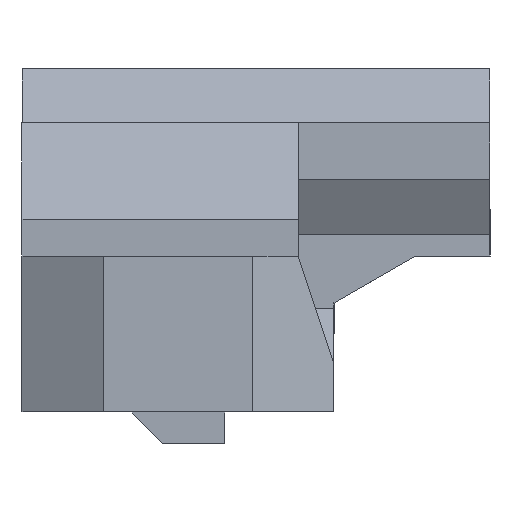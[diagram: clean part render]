
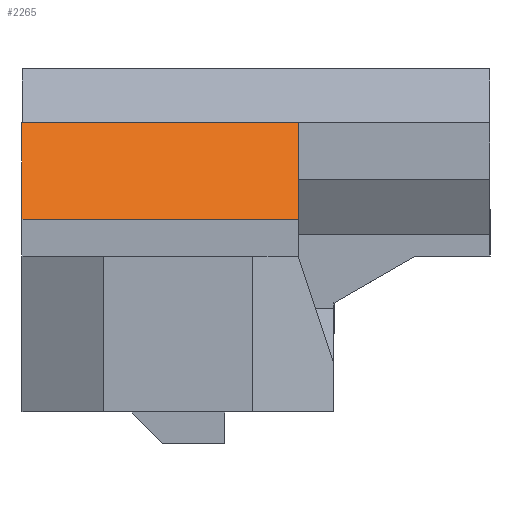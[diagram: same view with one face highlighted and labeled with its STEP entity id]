
A CAD part, left-side view. The second image highlights one B-rep face of the part: STEP entity #2265.
In plain terms, the highlighted planar face has unit normal (-0.866, 0, 0.5).
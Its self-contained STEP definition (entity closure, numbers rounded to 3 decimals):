
#66 = AXIS2_PLACEMENT_3D ( 'NONE', #2142, #2149, #1706 ) ;
#136 = EDGE_CURVE ( 'NONE', #3049, #3121, #822, .T. ) ;
#755 = EDGE_LOOP ( 'NONE', ( #1361, #1357, #1366, #1392 ) ) ;
#821 = VECTOR ( 'NONE', #3177, 1000. ) ;
#822 = LINE ( 'NONE', #3165, #821 ) ;
#979 = VECTOR ( 'NONE', #2338, 1000. ) ;
#989 = LINE ( 'NONE', #2352, #979 ) ;
#1253 = FACE_OUTER_BOUND ( 'NONE', #755, .T. ) ;
#1302 = LINE ( 'NONE', #1985, #1320 ) ;
#1318 = LINE ( 'NONE', #1990, #1328 ) ;
#1320 = VECTOR ( 'NONE', #1959, 1000. ) ;
#1328 = VECTOR ( 'NONE', #1982, 1000. ) ;
#1357 = ORIENTED_EDGE ( 'NONE', *, *, #3404, .T. ) ;
#1361 = ORIENTED_EDGE ( 'NONE', *, *, #3403, .T. ) ;
#1366 = ORIENTED_EDGE ( 'NONE', *, *, #1526, .F. ) ;
#1392 = ORIENTED_EDGE ( 'NONE', *, *, #136, .T. ) ;
#1526 = EDGE_CURVE ( 'NONE', #3049, #3118, #989, .T. ) ;
#1706 = DIRECTION ( 'NONE',  ( -0.5, 0., -0.866 ) ) ;
#1865 = CARTESIAN_POINT ( 'NONE',  ( 15.081, 20., 18.545 ) ) ;
#1933 = CARTESIAN_POINT ( 'NONE',  ( 11.5, 20., 12.342 ) ) ;
#1939 = CARTESIAN_POINT ( 'NONE',  ( 11.5, 2.3, 12.342 ) ) ;
#1943 = CARTESIAN_POINT ( 'NONE',  ( 15.081, 2.3, 18.545 ) ) ;
#1959 = DIRECTION ( 'NONE',  ( 0.5, 0., 0.866 ) ) ;
#1982 = DIRECTION ( 'NONE',  ( 0., -1., 0. ) ) ;
#1985 = CARTESIAN_POINT ( 'NONE',  ( 11.5, 2.3, 12.342 ) ) ;
#1990 = CARTESIAN_POINT ( 'NONE',  ( 11.5, 70.836, 12.342 ) ) ;
#2118 = PLANE ( 'NONE',  #66 ) ;
#2142 = CARTESIAN_POINT ( 'NONE',  ( 11.5, 70.836, 12.342 ) ) ;
#2149 = DIRECTION ( 'NONE',  ( 0.866, 0., -0.5 ) ) ;
#2265 = ADVANCED_FACE ( 'NONE', ( #1253 ), #2118, .F. ) ;
#2338 = DIRECTION ( 'NONE',  ( 0., -1., 0. ) ) ;
#2352 = CARTESIAN_POINT ( 'NONE',  ( 15.081, 70.836, 18.545 ) ) ;
#3049 = VERTEX_POINT ( 'NONE', #1865 ) ;
#3118 = VERTEX_POINT ( 'NONE', #1943 ) ;
#3121 = VERTEX_POINT ( 'NONE', #1933 ) ;
#3143 = VERTEX_POINT ( 'NONE', #1939 ) ;
#3165 = CARTESIAN_POINT ( 'NONE',  ( 11.5, 20., 12.342 ) ) ;
#3177 = DIRECTION ( 'NONE',  ( -0.5, 0., -0.866 ) ) ;
#3403 = EDGE_CURVE ( 'NONE', #3121, #3143, #1318, .T. ) ;
#3404 = EDGE_CURVE ( 'NONE', #3143, #3118, #1302, .T. ) ;
